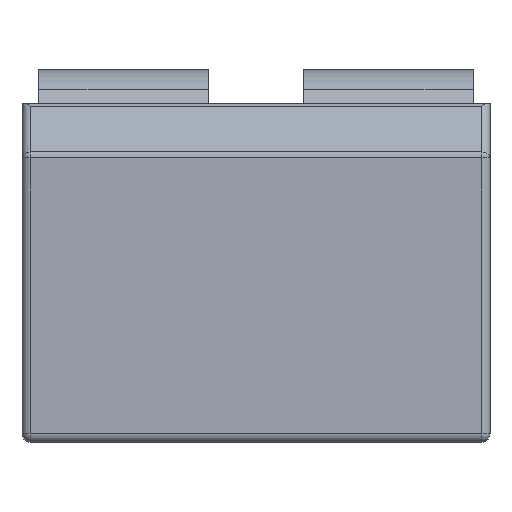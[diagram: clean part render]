
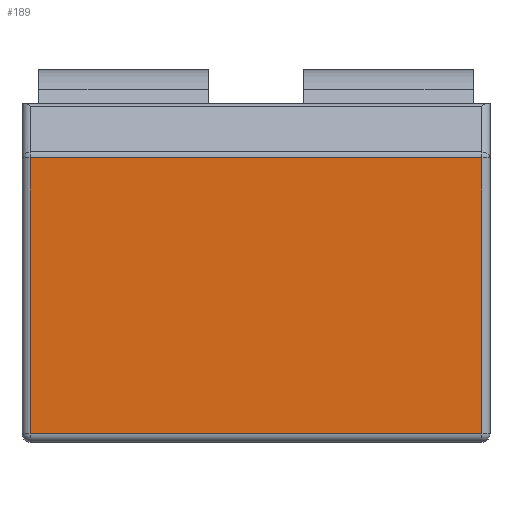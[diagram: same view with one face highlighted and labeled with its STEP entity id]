
A CAD part, front view. The second image highlights one B-rep face of the part: STEP entity #189.
In plain terms, the highlighted planar face has unit normal (0, -1, 0).
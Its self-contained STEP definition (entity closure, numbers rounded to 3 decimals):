
#108=FACE_OUTER_BOUND('',#778,.T.);
#189=ADVANCED_FACE('',(#108),#304,.F.);
#304=PLANE('',#1952);
#402=LINE('',#2791,#562);
#403=LINE('',#2794,#563);
#404=LINE('',#2796,#564);
#405=LINE('',#2798,#565);
#562=VECTOR('',#2201,1.);
#563=VECTOR('',#2202,1.);
#564=VECTOR('',#2203,1.);
#565=VECTOR('',#2204,1.);
#778=EDGE_LOOP('',(#976,#977,#978,#979));
#976=ORIENTED_EDGE('',*,*,#1649,.T.);
#977=ORIENTED_EDGE('',*,*,#1650,.T.);
#978=ORIENTED_EDGE('',*,*,#1651,.T.);
#979=ORIENTED_EDGE('',*,*,#1652,.T.);
#1470=VERTEX_POINT('',#2792);
#1471=VERTEX_POINT('',#2793);
#1472=VERTEX_POINT('',#2795);
#1473=VERTEX_POINT('',#2797);
#1649=EDGE_CURVE('',#1470,#1471,#402,.T.);
#1650=EDGE_CURVE('',#1471,#1472,#403,.T.);
#1651=EDGE_CURVE('',#1472,#1473,#404,.T.);
#1652=EDGE_CURVE('',#1473,#1470,#405,.T.);
#1952=AXIS2_PLACEMENT_3D('',#2799,#2205,#2206);
#2201=DIRECTION('',(-1.,0.,0.));
#2202=DIRECTION('',(0.,0.,-1.));
#2203=DIRECTION('',(1.,0.,0.));
#2204=DIRECTION('',(0.,0.,1.));
#2205=DIRECTION('',(0.,1.,0.));
#2206=DIRECTION('',(0.,0.,1.));
#2791=CARTESIAN_POINT('',(0.,0.,33.586));
#2792=CARTESIAN_POINT('',(54.3,0.,33.586));
#2793=CARTESIAN_POINT('',(1.,0.,33.586));
#2794=CARTESIAN_POINT('',(1.,0.,40.));
#2795=CARTESIAN_POINT('',(1.,0.,1.));
#2796=CARTESIAN_POINT('',(55.3,0.,1.));
#2797=CARTESIAN_POINT('',(54.3,0.,1.));
#2798=CARTESIAN_POINT('',(54.3,0.,34.));
#2799=CARTESIAN_POINT('',(55.3,0.,40.));
